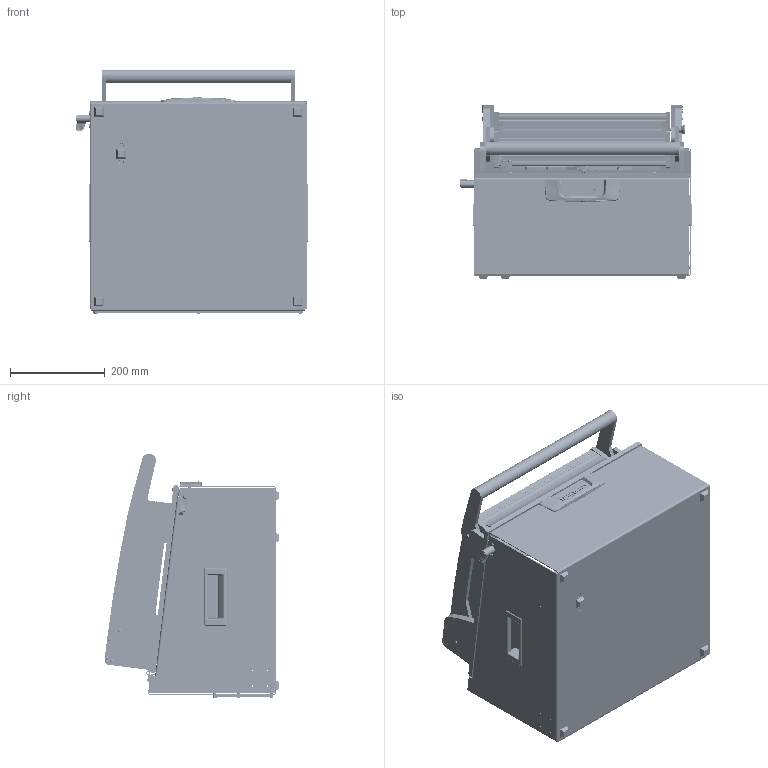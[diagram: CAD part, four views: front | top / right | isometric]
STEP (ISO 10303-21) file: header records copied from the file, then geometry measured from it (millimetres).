
FILE_DESCRIPTION (( 'STEP AP203' ), '1' );
FILE_NAME ('INGUN_33460.STEP', '2023-07-10T11:31:25', ( '' ), ( '' ), 'SwSTEP 2.0', 'SolidWorks 2021', '' );
FILE_SCHEMA (( 'CONFIG_CONTROL_DESIGN' ));
Length unit declared in the file: millimetre
Products named in the file (102): DIN7991~n_M03,0x016 VA; 35151~0_S; 39893~3_KUNDE<S>; 112086~2_S; 112087~1_S; 53839~0_S; 35651~1_S; 114566~0_S; 35716~2; 30758_02~0_S; 109949~0_KUNDE<S>; 49317~0; 114920~0_S; 39891~3_KUNDE<S>; 53032~0_S; DIN912~n_M04,0x012; 109128~0_S; 31788~1; 39892~7_KUNDE<S>; ISO7380~n_M04,0x020; 38564~0; DIN985-A2~n_M05,0; 2720~0; 47523~0_S; 8804~0; 20901~0_ohne Schiebeteil<Standard>; DIN7991~n_M05,0x016; 39894~2_KUNDE<S>; 2528~0; DIN125~n_06,4 M06,0 Fase; ISO7380~n_M03,0x005; 53838~0_S; 30915~0; 53837~3_KUNDE<S>; 35649~1_S; K_02037~0_Standard ohne Dyn Punkt<Standard>; 30758_01~0_S; 30955~0_S; 109951~0_KUNDE<S>; 31253~0_S ...
Assembly tree (202 placements, depth 6):
  INGUN_33460
    114909~0_S
      33453~5
      30758~0_S  x2
        30758_01~0_S
        30758_02~0_S
        38564~0
      20902~0
      2720~0  x5
      53032~0_S
      20901~0_Abstand 296<Standard>
        20901~0_ohne Schiebeteil<Standard>
        20901_01~0
      32462~0_S
      32171~0_S
      29805~4_geschlossen<S>
        110322~4_S
        110705~2_S
        30984~0_S
        110231~1_S
        110443~0_S
        30112~0
        ISO7380~n_M05,0x030
        ISO7380~n_M04,0x008  x2
        DIN914~n_M04,0x05
      35334~0_S
      DIN7991~n_M05,0x016
      DIN7991~n_M05,0x012  x2
      8804~0
      DIN985-A2~n_M05,0  x3
      DIN125~n_05,3 M05,0 Fase  x2
    35650~12_KUNDE<S>
      109770~1_S
        35648~17
        35661~4_S
        35662~11_S
        35663~9_S
        2281~0_180ø<Standard>  x2
          2281~0
        112064~0_S  x2
        53031~0_S
        35649~1_S
        35651~1_S
        31253~0_S
        30955~0_S
        30915~0
        ASR~asr_拱04,2x07x拌8  x2
        2528~0  x2
        31109~0
        35664~1_S
        114566~0_S  x2
          112087~1_S
            111995~2_S
            112086~2_S
            DIN125~n_05,3 M05,0 Fase
          49317~0
          DIN912~n_M04,0x016
          DIN125~n_04,3 M04,0
          DIN125~n_06,4 M06,0 Fase
        DIN6325~n_04,0m6x016  x2
Bounding box: 491.5 x 369.75 x 517.64 mm (x, y, z)
Volume: 5060285.4 mm3; surface area: 2973266.6 mm2
Topology: 222 solids, 222 shells, 5370 faces, 13442 edges, 8544 vertices
Faces by surface type: cylinder 2246, plane 2030, cone 667, bspline 234, torus 97, sphere 96
Entity records: 123642 total; most frequent: CARTESIAN_POINT 28364, DIRECTION 17836, ORIENTED_EDGE 16490, EDGE_CURVE 8245, AXIS2_PLACEMENT_3D 6717, VERTEX_POINT 5299, VECTOR 4402, LINE 4402
